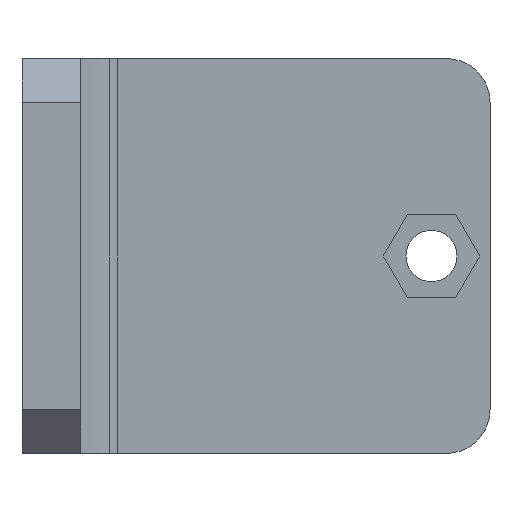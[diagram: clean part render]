
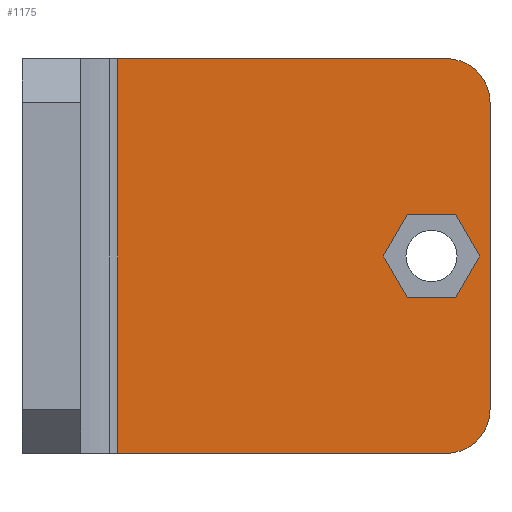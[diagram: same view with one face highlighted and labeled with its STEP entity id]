
A CAD part, left-side view. The second image highlights one B-rep face of the part: STEP entity #1175.
In plain terms, the highlighted planar face has unit normal (-1, 0, 0).
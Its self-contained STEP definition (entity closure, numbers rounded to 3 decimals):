
#670=CARTESIAN_POINT('Line Origine',(-14.25,-2.537,0.)) ;
#674=CARTESIAN_POINT('Vertex',(-14.25,-2.537,13.5)) ;
#676=CARTESIAN_POINT('Vertex',(-14.25,-2.537,-13.5)) ;
#758=CARTESIAN_POINT('Axis2P3D Location',(-14.25,-25.,-10.5)) ;
#762=CARTESIAN_POINT('Vertex',(-14.25,-28.,-10.5)) ;
#764=CARTESIAN_POINT('Vertex',(-14.25,-25.,-13.5)) ;
#810=CARTESIAN_POINT('Line Origine',(-14.25,-13.769,-13.5)) ;
#882=CARTESIAN_POINT('Line Origine',(-14.25,-28.,0.)) ;
#886=CARTESIAN_POINT('Vertex',(-14.25,-28.,10.5)) ;
#959=CARTESIAN_POINT('Axis2P3D Location',(-14.25,-25.,10.5)) ;
#963=CARTESIAN_POINT('Vertex',(-14.25,-25.,13.5)) ;
#1071=CARTESIAN_POINT('Line Origine',(-14.25,-13.769,13.5)) ;
#1112=CARTESIAN_POINT('Axis2P3D Location',(-14.25,-2.222,-13.5)) ;
#1125=CARTESIAN_POINT('Line Origine',(-14.25,-21.532,1.425)) ;
#1129=CARTESIAN_POINT('Vertex',(-14.25,-22.355,2.85)) ;
#1131=CARTESIAN_POINT('Vertex',(-14.25,-20.709,0.)) ;
#1134=CARTESIAN_POINT('Line Origine',(-14.25,-24.,2.85)) ;
#1138=CARTESIAN_POINT('Vertex',(-14.25,-25.645,2.85)) ;
#1141=CARTESIAN_POINT('Line Origine',(-14.25,-26.468,1.425)) ;
#1145=CARTESIAN_POINT('Vertex',(-14.25,-27.291,0.)) ;
#1148=CARTESIAN_POINT('Line Origine',(-14.25,-26.468,-1.425)) ;
#1152=CARTESIAN_POINT('Vertex',(-14.25,-25.645,-2.85)) ;
#1155=CARTESIAN_POINT('Line Origine',(-14.25,-24.,-2.85)) ;
#1159=CARTESIAN_POINT('Vertex',(-14.25,-22.355,-2.85)) ;
#1162=CARTESIAN_POINT('Line Origine',(-14.25,-21.532,-1.425)) ;
#671=DIRECTION('Vector Direction',(0.,0.,1.)) ;
#759=DIRECTION('Axis2P3D Direction',(1.,0.,0.)) ;
#811=DIRECTION('Vector Direction',(0.,-1.,0.)) ;
#883=DIRECTION('Vector Direction',(0.,0.,1.)) ;
#960=DIRECTION('Axis2P3D Direction',(1.,0.,-0.)) ;
#1072=DIRECTION('Vector Direction',(0.,-1.,0.)) ;
#1113=DIRECTION('Axis2P3D Direction',(-1.,0.,0.)) ;
#1114=DIRECTION('Axis2P3D XDirection',(0.,-1.,0.)) ;
#1126=DIRECTION('Vector Direction',(0.,0.5,-0.866)) ;
#1135=DIRECTION('Vector Direction',(0.,1.,0.)) ;
#1142=DIRECTION('Vector Direction',(0.,0.5,0.866)) ;
#1149=DIRECTION('Vector Direction',(0.,-0.5,0.866)) ;
#1156=DIRECTION('Vector Direction',(0.,-1.,0.)) ;
#1163=DIRECTION('Vector Direction',(0.,-0.5,-0.866)) ;
#760=AXIS2_PLACEMENT_3D('Circle Axis2P3D',#758,#759,$) ;
#961=AXIS2_PLACEMENT_3D('Circle Axis2P3D',#959,#960,$) ;
#1115=AXIS2_PLACEMENT_3D('Plane Axis2P3D',#1112,#1113,#1114) ;
#1118=ORIENTED_EDGE('',*,*,#1075,.T.) ;
#1119=ORIENTED_EDGE('',*,*,#678,.T.) ;
#1120=ORIENTED_EDGE('',*,*,#814,.F.) ;
#1121=ORIENTED_EDGE('',*,*,#766,.F.) ;
#1122=ORIENTED_EDGE('',*,*,#888,.T.) ;
#1123=ORIENTED_EDGE('',*,*,#965,.F.) ;
#1168=ORIENTED_EDGE('',*,*,#1133,.F.) ;
#1169=ORIENTED_EDGE('',*,*,#1140,.F.) ;
#1170=ORIENTED_EDGE('',*,*,#1147,.F.) ;
#1171=ORIENTED_EDGE('',*,*,#1154,.F.) ;
#1172=ORIENTED_EDGE('',*,*,#1161,.F.) ;
#1173=ORIENTED_EDGE('',*,*,#1166,.F.) ;
#1174=FACE_BOUND('',#1167,.T.) ;
#672=VECTOR('Line Direction',#671,1.) ;
#812=VECTOR('Line Direction',#811,1.) ;
#884=VECTOR('Line Direction',#883,1.) ;
#1073=VECTOR('Line Direction',#1072,1.) ;
#1127=VECTOR('Line Direction',#1126,1.) ;
#1136=VECTOR('Line Direction',#1135,1.) ;
#1143=VECTOR('Line Direction',#1142,1.) ;
#1150=VECTOR('Line Direction',#1149,1.) ;
#1157=VECTOR('Line Direction',#1156,1.) ;
#1164=VECTOR('Line Direction',#1163,1.) ;
#1175=ADVANCED_FACE('Corps principal',(#1124,#1174),#1116,.T.) ;
#761=CIRCLE('generated circle',#760,3.) ;
#962=CIRCLE('generated circle',#961,3.) ;
#678=EDGE_CURVE('',#675,#677,#673,.F.) ;
#766=EDGE_CURVE('',#763,#765,#761,.T.) ;
#814=EDGE_CURVE('',#765,#677,#813,.F.) ;
#888=EDGE_CURVE('',#763,#887,#885,.T.) ;
#965=EDGE_CURVE('',#964,#887,#962,.T.) ;
#1075=EDGE_CURVE('',#964,#675,#1074,.F.) ;
#1133=EDGE_CURVE('',#1130,#1132,#1128,.T.) ;
#1140=EDGE_CURVE('',#1139,#1130,#1137,.T.) ;
#1147=EDGE_CURVE('',#1146,#1139,#1144,.T.) ;
#1154=EDGE_CURVE('',#1153,#1146,#1151,.T.) ;
#1161=EDGE_CURVE('',#1160,#1153,#1158,.T.) ;
#1166=EDGE_CURVE('',#1132,#1160,#1165,.T.) ;
#1117=EDGE_LOOP('',(#1118,#1119,#1120,#1121,#1122,#1123)) ;
#1167=EDGE_LOOP('',(#1168,#1169,#1170,#1171,#1172,#1173)) ;
#1124=FACE_OUTER_BOUND('',#1117,.T.) ;
#673=LINE('Line',#670,#672) ;
#813=LINE('Line',#810,#812) ;
#885=LINE('Line',#882,#884) ;
#1074=LINE('Line',#1071,#1073) ;
#1128=LINE('Line',#1125,#1127) ;
#1137=LINE('Line',#1134,#1136) ;
#1144=LINE('Line',#1141,#1143) ;
#1151=LINE('Line',#1148,#1150) ;
#1158=LINE('Line',#1155,#1157) ;
#1165=LINE('Line',#1162,#1164) ;
#1116=PLANE('',#1115) ;
#675=VERTEX_POINT('',#674) ;
#677=VERTEX_POINT('',#676) ;
#763=VERTEX_POINT('',#762) ;
#765=VERTEX_POINT('',#764) ;
#887=VERTEX_POINT('',#886) ;
#964=VERTEX_POINT('',#963) ;
#1130=VERTEX_POINT('',#1129) ;
#1132=VERTEX_POINT('',#1131) ;
#1139=VERTEX_POINT('',#1138) ;
#1146=VERTEX_POINT('',#1145) ;
#1153=VERTEX_POINT('',#1152) ;
#1160=VERTEX_POINT('',#1159) ;
